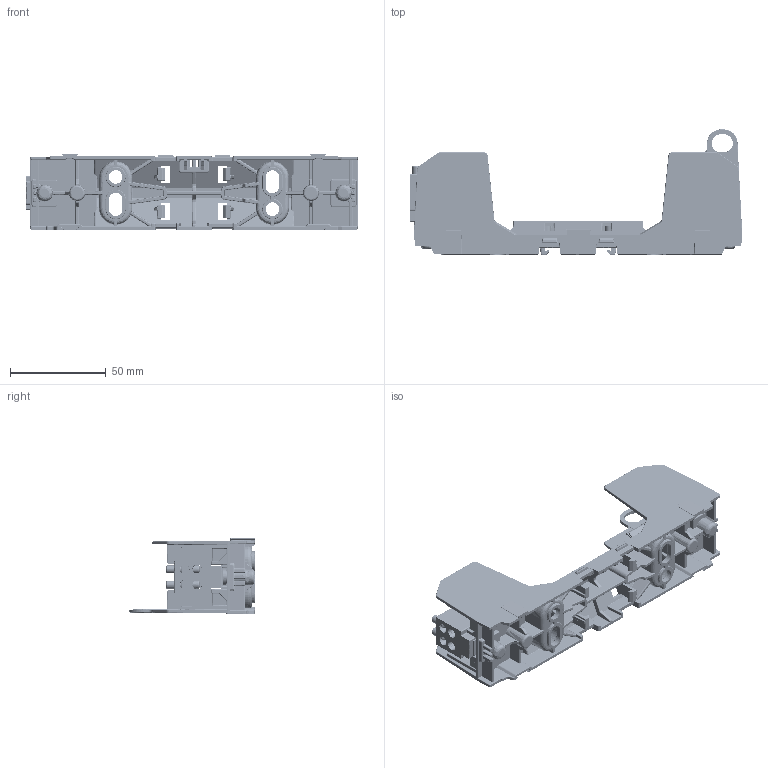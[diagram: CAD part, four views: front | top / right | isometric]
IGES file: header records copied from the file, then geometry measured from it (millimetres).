
Start section: SolidWorks IGES file using analytic representation for surfaces
Global section: file name: bus-ele-cd-RM60060-1MW14.IGS; native system: SolidWorks 2013; preprocessor: SolidWorks 2013; author: E9816005; date: 161214.145711; units: millimetre
Bounding box: 173.71 x 65.5 x 39.61 mm (x, y, z)
Surface area: 64963.2 mm2 (no closed solid volume)
Topology: 0 solids, 0 shells, 4562 faces, 31959 edges, 31793 vertices
Faces by surface type: bspline 2369, revolution 2193
